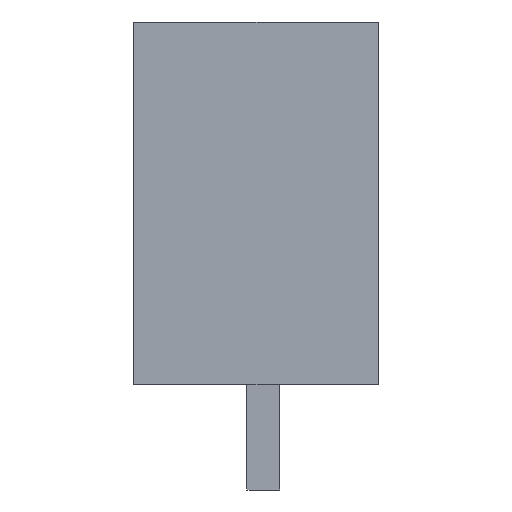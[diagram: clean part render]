
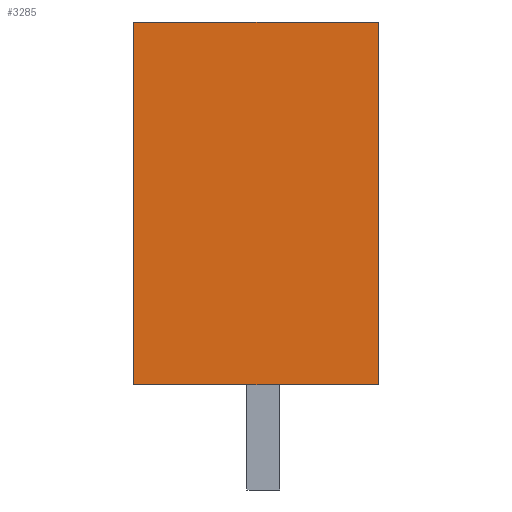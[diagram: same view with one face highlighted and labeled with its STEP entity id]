
A CAD part, left-side view. The second image highlights one B-rep face of the part: STEP entity #3285.
In plain terms, the highlighted planar face has unit normal (-1, 0, 0).
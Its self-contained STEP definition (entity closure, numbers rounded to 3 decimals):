
#3265=AXIS2_PLACEMENT_3D('Plane Axis2P3D',#3262,#3263,#3264) ;
#275=CARTESIAN_POINT('Vertex',(0.,7.45,3.2)) ;
#278=CARTESIAN_POINT('Line Origine',(0.,7.45,8.725)) ;
#282=CARTESIAN_POINT('Vertex',(0.,7.45,14.25)) ;
#3246=CARTESIAN_POINT('Vertex',(0.,0.,3.2)) ;
#3249=CARTESIAN_POINT('Line Origine',(0.,3.725,3.2)) ;
#3262=CARTESIAN_POINT('Axis2P3D Location',(0.,7.45,1.8)) ;
#3267=CARTESIAN_POINT('Line Origine',(0.,0.,8.725)) ;
#3271=CARTESIAN_POINT('Vertex',(0.,0.,14.25)) ;
#3274=CARTESIAN_POINT('Line Origine',(0.,3.725,14.25)) ;
#279=DIRECTION('Vector Direction',(0.,0.,-1.)) ;
#3250=DIRECTION('Vector Direction',(0.,-1.,0.)) ;
#3263=DIRECTION('Axis2P3D Direction',(1.,0.,-0.)) ;
#3264=DIRECTION('Axis2P3D XDirection',(0.,0.,1.)) ;
#3268=DIRECTION('Vector Direction',(0.,0.,1.)) ;
#3275=DIRECTION('Vector Direction',(0.,1.,0.)) ;
#280=VECTOR('Line Direction',#279,1.) ;
#3251=VECTOR('Line Direction',#3250,1.) ;
#3269=VECTOR('Line Direction',#3268,1.) ;
#3276=VECTOR('Line Direction',#3275,1.) ;
#3280=ORIENTED_EDGE('',*,*,#3253,.F.) ;
#3281=ORIENTED_EDGE('',*,*,#3273,.F.) ;
#3282=ORIENTED_EDGE('',*,*,#3278,.F.) ;
#3283=ORIENTED_EDGE('',*,*,#284,.F.) ;
#3285=ADVANCED_FACE('HOUSING',(#3284),#3266,.F.) ;
#284=EDGE_CURVE('',#276,#283,#281,.F.) ;
#3253=EDGE_CURVE('',#3247,#276,#3252,.F.) ;
#3273=EDGE_CURVE('',#3272,#3247,#3270,.F.) ;
#3278=EDGE_CURVE('',#283,#3272,#3277,.F.) ;
#3279=EDGE_LOOP('',(#3280,#3281,#3282,#3283)) ;
#3284=FACE_OUTER_BOUND('',#3279,.T.) ;
#281=LINE('Line',#278,#280) ;
#3252=LINE('Line',#3249,#3251) ;
#3270=LINE('Line',#3267,#3269) ;
#3277=LINE('Line',#3274,#3276) ;
#3266=PLANE('',#3265) ;
#276=VERTEX_POINT('',#275) ;
#283=VERTEX_POINT('',#282) ;
#3247=VERTEX_POINT('',#3246) ;
#3272=VERTEX_POINT('',#3271) ;
